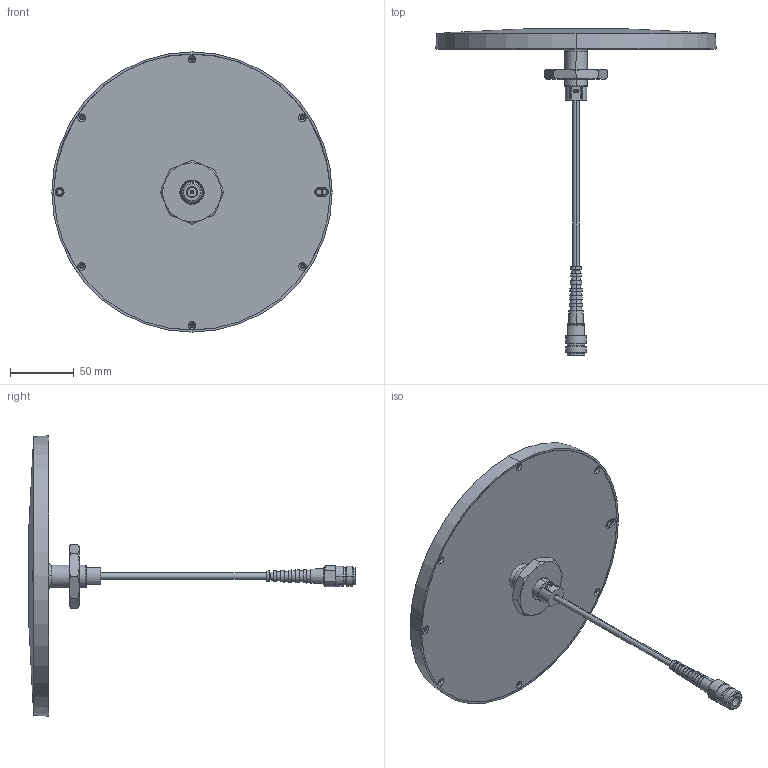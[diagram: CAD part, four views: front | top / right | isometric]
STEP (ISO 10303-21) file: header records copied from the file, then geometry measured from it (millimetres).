
FILE_DESCRIPTION (( 'STEP AP214' ), '1' );
FILE_NAME ('HG65806CUPR-NF_3D.STEP', '2021-04-14T11:27:25', ( '' ), ( '' ), 'SwSTEP 2.0', 'SolidWorks 2020', '' );
FILE_SCHEMA (( 'AUTOMOTIVE_DESIGN' ));
Length unit declared in the file: millimetre
Products named in the file (1): HG65806CUPR-NF_3D
Bounding box: 220 x 256.41 x 220 mm (x, y, z)
Volume: 179703.6 mm3; surface area: 198394.1 mm2
Topology: 5 solids, 5 shells, 660 faces, 1668 edges, 1084 vertices
Faces by surface type: plane 261, cylinder 197, cone 160, bspline 42
Entity records: 25653 total; most frequent: CARTESIAN_POINT 9864, ORIENTED_EDGE 3336, DIRECTION 3201, EDGE_CURVE 1668, AXIS2_PLACEMENT_3D 1233, VERTEX_POINT 1084, EDGE_LOOP 758, VECTOR 735
